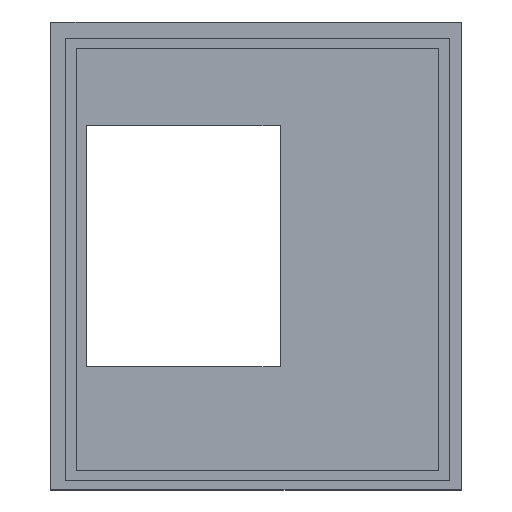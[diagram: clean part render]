
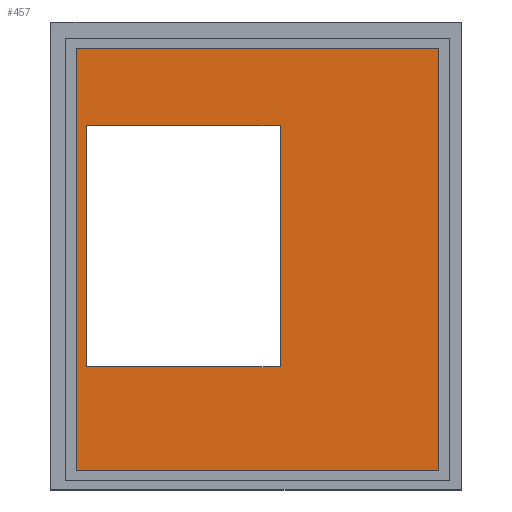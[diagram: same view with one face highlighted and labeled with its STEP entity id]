
A CAD part, top view. The second image highlights one B-rep face of the part: STEP entity #457.
In plain terms, the highlighted planar face has unit normal (0, 0, 1).
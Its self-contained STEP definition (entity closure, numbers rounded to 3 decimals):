
#17=FACE_BOUND('',#68,.T.);
#41=FACE_OUTER_BOUND('',#67,.T.);
#67=EDGE_LOOP('',(#391,#392,#393,#394));
#68=EDGE_LOOP('',(#395,#396,#397,#398));
#71=LINE('',#599,#131);
#75=LINE('',#607,#135);
#78=LINE('',#613,#138);
#81=LINE('',#618,#141);
#103=LINE('',#665,#163);
#107=LINE('',#673,#167);
#110=LINE('',#679,#170);
#113=LINE('',#684,#173);
#131=VECTOR('',#489,10.);
#135=VECTOR('',#495,10.);
#138=VECTOR('',#500,10.);
#141=VECTOR('',#505,10.);
#163=VECTOR('',#541,10.);
#167=VECTOR('',#547,10.);
#170=VECTOR('',#552,10.);
#173=VECTOR('',#557,10.);
#191=VERTEX_POINT('',#597);
#192=VERTEX_POINT('',#598);
#195=VERTEX_POINT('',#606);
#197=VERTEX_POINT('',#612);
#215=VERTEX_POINT('',#663);
#216=VERTEX_POINT('',#664);
#219=VERTEX_POINT('',#672);
#221=VERTEX_POINT('',#678);
#231=EDGE_CURVE('',#191,#192,#71,.T.);
#235=EDGE_CURVE('',#192,#195,#75,.T.);
#238=EDGE_CURVE('',#195,#197,#78,.T.);
#241=EDGE_CURVE('',#197,#191,#81,.T.);
#263=EDGE_CURVE('',#215,#216,#103,.T.);
#267=EDGE_CURVE('',#216,#219,#107,.T.);
#270=EDGE_CURVE('',#219,#221,#110,.T.);
#273=EDGE_CURVE('',#221,#215,#113,.T.);
#391=ORIENTED_EDGE('',*,*,#231,.T.);
#392=ORIENTED_EDGE('',*,*,#235,.T.);
#393=ORIENTED_EDGE('',*,*,#238,.T.);
#394=ORIENTED_EDGE('',*,*,#241,.T.);
#395=ORIENTED_EDGE('',*,*,#273,.T.);
#396=ORIENTED_EDGE('',*,*,#263,.T.);
#397=ORIENTED_EDGE('',*,*,#267,.T.);
#398=ORIENTED_EDGE('',*,*,#270,.T.);
#433=PLANE('',#483);
#457=ADVANCED_FACE('',(#41,#17),#433,.T.);
#483=AXIS2_PLACEMENT_3D('',#718,#591,#592);
#489=DIRECTION('',(1.,0.,0.));
#495=DIRECTION('',(0.,1.,0.));
#500=DIRECTION('',(-1.,0.,0.));
#505=DIRECTION('',(0.,-1.,0.));
#541=DIRECTION('',(0.,-1.,0.));
#547=DIRECTION('',(-1.,0.,0.));
#552=DIRECTION('',(0.,1.,0.));
#557=DIRECTION('',(1.,0.,0.));
#591=DIRECTION('center_axis',(0.,0.,1.));
#592=DIRECTION('ref_axis',(1.,0.,0.));
#597=CARTESIAN_POINT('',(-5.,-46.,-12.));
#598=CARTESIAN_POINT('',(63.,-46.,-12.));
#599=CARTESIAN_POINT('',(45.864,-46.,-12.));
#606=CARTESIAN_POINT('',(63.,33.,-12.));
#607=CARTESIAN_POINT('',(63.,13.576,-12.));
#612=CARTESIAN_POINT('',(-5.,33.,-12.));
#613=CARTESIAN_POINT('',(11.864,33.,-12.));
#618=CARTESIAN_POINT('',(-5.,-25.924,-12.));
#663=CARTESIAN_POINT('',(33.242,18.603,-12.));
#664=CARTESIAN_POINT('',(33.242,-26.634,-12.));
#665=CARTESIAN_POINT('',(33.242,18.603,-12.));
#672=CARTESIAN_POINT('',(-3.111,-26.634,-12.));
#673=CARTESIAN_POINT('',(67.226,-26.634,-12.));
#678=CARTESIAN_POINT('',(-3.111,18.603,-12.));
#679=CARTESIAN_POINT('',(-3.111,-26.634,-12.));
#684=CARTESIAN_POINT('',(-3.111,18.603,-12.));
#718=CARTESIAN_POINT('Origin',(28.727,-5.848,-12.));
